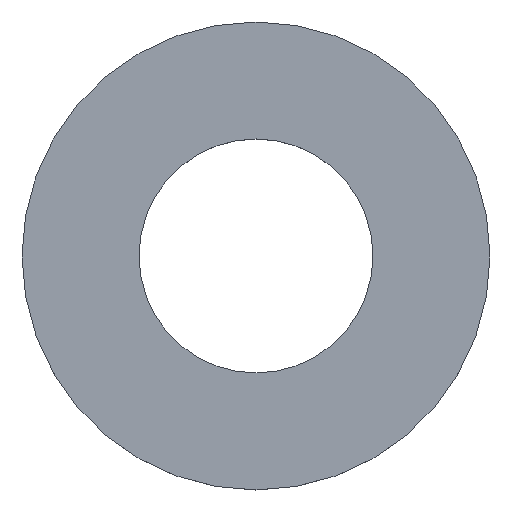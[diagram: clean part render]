
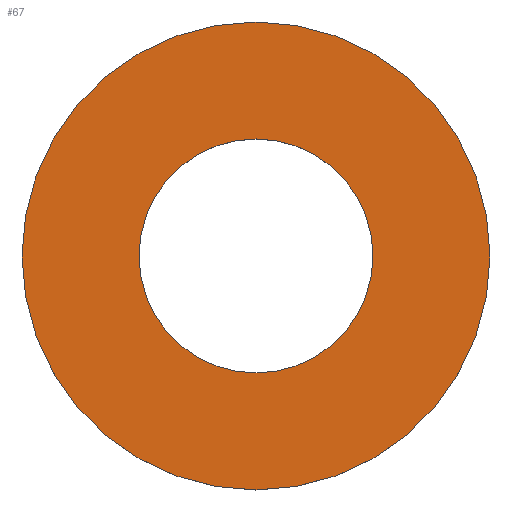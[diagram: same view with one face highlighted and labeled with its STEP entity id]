
A CAD part, top view. The second image highlights one B-rep face of the part: STEP entity #67.
In plain terms, the highlighted planar face has unit normal (0, 0, 1).
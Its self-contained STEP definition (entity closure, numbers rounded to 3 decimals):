
#67=ADVANCED_FACE('',(#103,#105),#107,.T.);
#103=FACE_BOUND('',#104,.T.);
#104=EDGE_LOOP('',(#132));
#105=FACE_BOUND('',#106,.T.);
#106=EDGE_LOOP('',(#133));
#107=PLANE('',#108);
#108=AXIS2_PLACEMENT_3D('',#109,#110,#111);
#109=CARTESIAN_POINT('',(0.,0.,1.));
#110=DIRECTION('',(0.,0.,1.));
#111=DIRECTION('',(1.,0.,0.));
#132=ORIENTED_EDGE('',*,*,#140,.T.);
#133=ORIENTED_EDGE('',*,*,#141,.T.);
#140=EDGE_CURVE('',#146,#146,#147,.T.);
#141=EDGE_CURVE('',#148,#148,#149,.F.);
#146=VERTEX_POINT('',#160);
#147=CIRCLE('',#161,10.);
#148=VERTEX_POINT('',#165);
#149=CIRCLE('',#166,5.);
#160=CARTESIAN_POINT('',(10.,0.,1.));
#161=AXIS2_PLACEMENT_3D('',#162,#163,#164);
#162=CARTESIAN_POINT('',(0.,0.,1.));
#163=DIRECTION('',(0.,0.,1.));
#164=DIRECTION('',(1.,0.,0.));
#165=CARTESIAN_POINT('',(5.,0.,1.));
#166=AXIS2_PLACEMENT_3D('',#167,#168,#169);
#167=CARTESIAN_POINT('',(0.,0.,1.));
#168=DIRECTION('',(0.,0.,1.));
#169=DIRECTION('',(1.,0.,0.));
